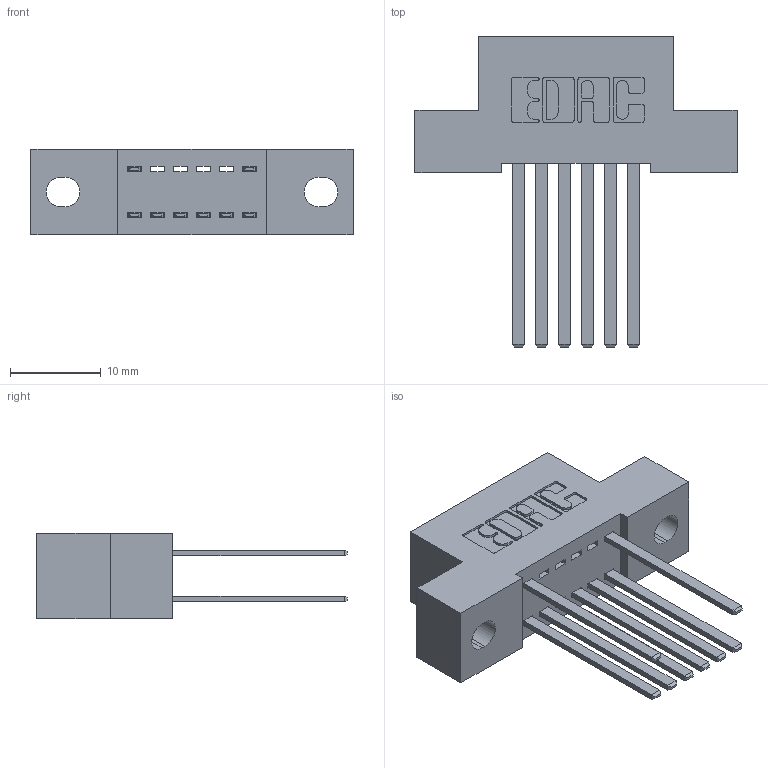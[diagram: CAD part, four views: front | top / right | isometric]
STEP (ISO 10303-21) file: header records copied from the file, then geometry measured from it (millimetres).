
FILE_DESCRIPTION (( 'STEP AP203' ), '1' );
FILE_NAME ('342-012-544-202.STEP', '2018-08-10T15:38:22', ( '' ), ( '' ), 'SwSTEP 2.0', 'SolidWorks 2016', '' );
FILE_SCHEMA (( 'CONFIG_CONTROL_DESIGN' ));
Length unit declared in the file: inch
Products named in the file (3): 342 Part_.128 Slot; 345-292-001_345-293-144; 342-012-544-202
Assembly tree (9 placements, depth 2):
  342-012-544-202
    342 Part_.128 Slot
    345-292-001_345-293-144  x8
Bounding box: 35.56 x 34.3 x 9.4 mm (x, y, z)
Volume: 3048.7 mm3; surface area: 3946.5 mm2
Topology: 9 solids, 9 shells, 506 faces, 1491 edges, 982 vertices
Faces by surface type: plane 350, cylinder 156
Entity records: 8207 total; most frequent: CARTESIAN_POINT 1418, ORIENTED_EDGE 1358, DIRECTION 1267, EDGE_CURVE 679, VECTOR 555, LINE 555, VERTEX_POINT 450, AXIS2_PLACEMENT_3D 356
